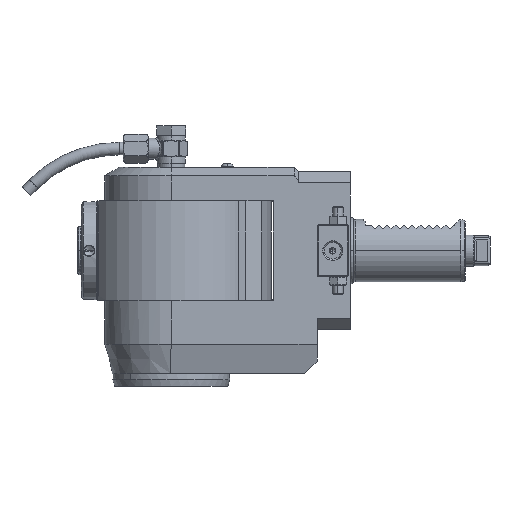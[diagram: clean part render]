
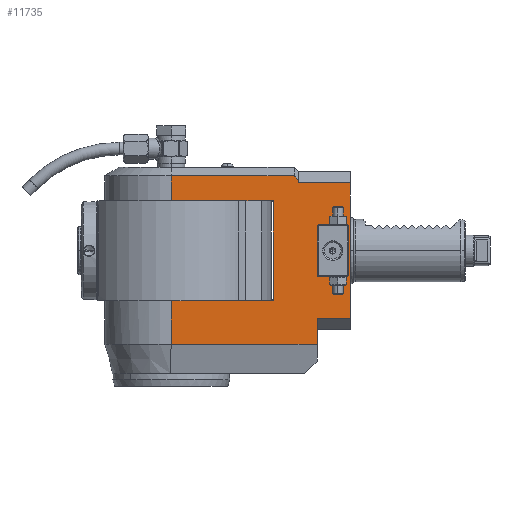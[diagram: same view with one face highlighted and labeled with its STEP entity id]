
A CAD part, left-side view. The second image highlights one B-rep face of the part: STEP entity #11735.
In plain terms, the highlighted planar face has unit normal (-1, 0, 0).
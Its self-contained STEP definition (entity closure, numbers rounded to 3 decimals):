
#27=DIRECTION('',(0.,1.,0.));
#28=VECTOR('',#27,0.433);
#29=CARTESIAN_POINT('',(-32.,-59.433,35.459));
#30=LINE('',#29,#28);
#31=DIRECTION('',(0.,0.655,0.756));
#32=VECTOR('',#31,2.394);
#33=CARTESIAN_POINT('',(-32.,-61.,33.649));
#34=LINE('',#33,#32);
#35=DIRECTION('',(0.,-1.,0.));
#36=VECTOR('',#35,25.);
#37=CARTESIAN_POINT('',(-32.,-61.,32.515));
#38=LINE('',#37,#36);
#39=DIRECTION('',(0.,-1.,0.));
#40=VECTOR('',#39,16.);
#41=CARTESIAN_POINT('',(-32.,-70.,-32.515));
#42=LINE('',#41,#40);
#43=DIRECTION('',(0.,1.,0.));
#44=VECTOR('',#43,23.368);
#45=CARTESIAN_POINT('',(-32.,-49.,24.));
#46=LINE('',#45,#44);
#47=DIRECTION('',(0.,0.,1.));
#48=VECTOR('',#47,24.);
#49=CARTESIAN_POINT('',(-32.,-85.,-12.));
#50=LINE('',#49,#48);
#51=DIRECTION('',(0.,-0.707,-0.707));
#52=VECTOR('',#51,0.707);
#53=CARTESIAN_POINT('',(-32.,-84.5,12.5));
#54=LINE('',#53,#52);
#55=DIRECTION('',(0.,1.,0.));
#56=VECTOR('',#55,14.);
#57=CARTESIAN_POINT('',(-32.,-84.5,12.5));
#58=LINE('',#57,#56);
#59=DIRECTION('',(0.,-0.707,0.707));
#60=VECTOR('',#59,0.707);
#61=CARTESIAN_POINT('',(-32.,-70.,12.));
#62=LINE('',#61,#60);
#63=DIRECTION('',(0.,0.,-1.));
#64=VECTOR('',#63,24.);
#65=CARTESIAN_POINT('',(-32.,-70.,12.));
#66=LINE('',#65,#64);
#67=DIRECTION('',(0.,0.707,0.707));
#68=VECTOR('',#67,0.707);
#69=CARTESIAN_POINT('',(-32.,-70.5,-12.5));
#70=LINE('',#69,#68);
#71=DIRECTION('',(0.,-1.,0.));
#72=VECTOR('',#71,14.);
#73=CARTESIAN_POINT('',(-32.,-70.5,-12.5));
#74=LINE('',#73,#72);
#75=DIRECTION('',(0.,0.707,-0.707));
#76=VECTOR('',#75,0.707);
#77=CARTESIAN_POINT('',(-32.,-85.,-12.));
#78=LINE('',#77,#76);
#83=DIRECTION('',(0.,0.,-1.));
#84=VECTOR('',#83,11.959);
#85=CARTESIAN_POINT('',(-32.,0.,35.959));
#86=LINE('',#85,#84);
#152=DIRECTION('',(0.,1.,0.));
#153=VECTOR('',#152,59.);
#154=CARTESIAN_POINT('',(-32.,-59.,35.959));
#155=LINE('',#154,#153);
#176=DIRECTION('',(0.,0.,1.));
#177=VECTOR('',#176,0.5);
#178=CARTESIAN_POINT('',(-32.,-59.,35.459));
#179=LINE('',#178,#177);
#216=DIRECTION('',(0.,0.,-1.));
#217=VECTOR('',#216,65.03);
#218=CARTESIAN_POINT('',(-32.,-86.,32.515));
#219=LINE('',#218,#217);
#398=DIRECTION('',(0.,0.,1.));
#399=VECTOR('',#398,1.134);
#400=CARTESIAN_POINT('',(-32.,-61.,32.515));
#401=LINE('',#400,#399);
#434=DIRECTION('',(0.,0.,1.));
#435=VECTOR('',#434,12.485);
#436=CARTESIAN_POINT('',(-32.,-70.,-45.));
#437=LINE('',#436,#435);
#454=DIRECTION('',(0.,-1.,0.));
#455=VECTOR('',#454,70.);
#456=CARTESIAN_POINT('',(-32.,0.,
-45.));
#457=LINE('',#456,#455);
#511=DIRECTION('',(0.,0.,-1.));
#512=VECTOR('',#511,21.);
#513=CARTESIAN_POINT('',(-32.,0.,-24.));
#514=LINE('',#513,#512);
#519=CARTESIAN_POINT('',(-32.,0.,
-45.));
#646=DIRECTION('',(0.,1.,0.));
#647=VECTOR('',#646,25.632);
#648=CARTESIAN_POINT('',(-32.,-25.632,-24.));
#649=LINE('',#648,#647);
#685=DIRECTION('',(0.,0.,-1.));
#686=VECTOR('',#685,48.);
#687=CARTESIAN_POINT('',(-32.,-49.,24.));
#688=LINE('',#687,#686);
#753=DIRECTION('',(0.,1.,0.));
#754=VECTOR('',#753,23.368);
#755=CARTESIAN_POINT('',(-32.,-49.,-24.));
#756=LINE('',#755,#754);
#1174=DIRECTION('',(0.,-1.,0.));
#1175=VECTOR('',#1174,25.632);
#1176=CARTESIAN_POINT('',(-32.,0.,24.));
#1177=LINE('',#1176,#1175);
#10391=CARTESIAN_POINT('',(-32.,-61.,33.649));
#10392=CARTESIAN_POINT('',(-32.,-59.433,35.459));
#10393=VERTEX_POINT('',#10391);
#10394=VERTEX_POINT('',#10392);
#10876=CARTESIAN_POINT('',(-32.,-85.,-12.));
#10877=CARTESIAN_POINT('',(-32.,-85.,12.));
#10878=VERTEX_POINT('',#10876);
#10879=VERTEX_POINT('',#10877);
#10880=CARTESIAN_POINT('',(-32.,-84.5,12.5));
#10881=CARTESIAN_POINT('',(-32.,-70.5,12.5));
#10882=VERTEX_POINT('',#10880);
#10883=VERTEX_POINT('',#10881);
#10884=CARTESIAN_POINT('',(-32.,-70.,12.));
#10885=CARTESIAN_POINT('',(-32.,-70.,-12.));
#10886=VERTEX_POINT('',#10884);
#10887=VERTEX_POINT('',#10885);
#10888=CARTESIAN_POINT('',(-32.,-70.5,-12.5));
#10889=CARTESIAN_POINT('',(-32.,-84.5,-12.5));
#10890=VERTEX_POINT('',#10888);
#10891=VERTEX_POINT('',#10889);
#11428=CARTESIAN_POINT('',(-32.,-86.,32.515));
#11430=VERTEX_POINT('',#11428);
#11435=CARTESIAN_POINT('',(-32.,-49.,24.));
#11436=CARTESIAN_POINT('',(-32.,-49.,-24.));
#11437=VERTEX_POINT('',#11435);
#11438=VERTEX_POINT('',#11436);
#11451=CARTESIAN_POINT('',(-32.,-25.632,-24.));
#11452=VERTEX_POINT('',#11451);
#11455=CARTESIAN_POINT('',(-32.,-25.632,24.));
#11456=VERTEX_POINT('',#11455);
#11467=CARTESIAN_POINT('',(-32.,-70.,-45.));
#11469=VERTEX_POINT('',#11467);
#11475=CARTESIAN_POINT('',(-32.,-86.,-32.515));
#11476=VERTEX_POINT('',#11475);
#11481=CARTESIAN_POINT('',(-32.,-70.,-32.515));
#11482=VERTEX_POINT('',#11481);
#11487=CARTESIAN_POINT('',(-32.,-59.,35.959));
#11488=CARTESIAN_POINT('',(-32.,0.,
35.959));
#11489=VERTEX_POINT('',#11487);
#11490=VERTEX_POINT('',#11488);
#11537=VERTEX_POINT('',#519);
#11542=CARTESIAN_POINT('',(-32.,-59.,35.459));
#11544=VERTEX_POINT('',#11542);
#11608=CARTESIAN_POINT('',(-32.,-61.,32.515));
#11609=VERTEX_POINT('',#11608);
#11614=CARTESIAN_POINT('',(-32.,0.,-24.));
#11615=VERTEX_POINT('',#11614);
#11617=CARTESIAN_POINT('',(-32.,0.,24.));
#11619=VERTEX_POINT('',#11617);
#11678=CARTESIAN_POINT('',(-32.,0.,-59.));
#11679=DIRECTION('',(-1.,0.,0.));
#11680=DIRECTION('',(0.,-1.,0.));
#11681=AXIS2_PLACEMENT_3D('',#11678,#11679,#11680);
#11682=PLANE('',#11681);
#11684=ORIENTED_EDGE('',*,*,#11683,.F.);
#11686=ORIENTED_EDGE('',*,*,#11685,.F.);
#11688=ORIENTED_EDGE('',*,*,#11687,.F.);
#11690=ORIENTED_EDGE('',*,*,#11689,.F.);
#11692=ORIENTED_EDGE('',*,*,#11691,.F.);
#11694=ORIENTED_EDGE('',*,*,#11693,.F.);
#11696=ORIENTED_EDGE('',*,*,#11695,.T.);
#11698=ORIENTED_EDGE('',*,*,#11697,.T.);
#11700=ORIENTED_EDGE('',*,*,#11699,.F.);
#11702=ORIENTED_EDGE('',*,*,#11701,.F.);
#11704=ORIENTED_EDGE('',*,*,#11703,.F.);
#11706=ORIENTED_EDGE('',*,*,#11705,.F.);
#11708=ORIENTED_EDGE('',*,*,#11707,.F.);
#11710=ORIENTED_EDGE('',*,*,#11709,.F.);
#11712=ORIENTED_EDGE('',*,*,#11711,.F.);
#11714=ORIENTED_EDGE('',*,*,#11713,.T.);
#11716=ORIENTED_EDGE('',*,*,#11715,.F.);
#11717=EDGE_LOOP('',(#11684,#11686,#11688,#11690,#11692,#11694,#11696,#11698,
#11700,#11702,#11704,#11706,#11708,#11710,#11712,#11714,#11716));
#11718=FACE_OUTER_BOUND('',#11717,.F.);
#11720=ORIENTED_EDGE('',*,*,#11719,.T.);
#11722=ORIENTED_EDGE('',*,*,#11721,.F.);
#11724=ORIENTED_EDGE('',*,*,#11723,.T.);
#11726=ORIENTED_EDGE('',*,*,#11725,.F.);
#11728=ORIENTED_EDGE('',*,*,#11727,.T.);
#11729=ORIENTED_EDGE('',*,*,#11666,.F.);
#11730=ORIENTED_EDGE('',*,*,#11651,.T.);
#11732=ORIENTED_EDGE('',*,*,#11731,.F.);
#11733=EDGE_LOOP('',(#11720,#11722,#11724,#11726,#11728,#11729,#11730,#11732));
#11734=FACE_BOUND('',#11733,.F.);
#11651=EDGE_CURVE('',#10890,#10891,#74,.T.);
#11666=EDGE_CURVE('',#10890,#10887,#70,.T.);
#11683=EDGE_CURVE('',#11490,#11619,#86,.T.);
#11685=EDGE_CURVE('',#11489,#11490,#155,.T.);
#11687=EDGE_CURVE('',#11544,#11489,#179,.T.);
#11689=EDGE_CURVE('',#10394,#11544,#30,.T.);
#11691=EDGE_CURVE('',#10393,#10394,#34,.T.);
#11693=EDGE_CURVE('',#11609,#10393,#401,.T.);
#11695=EDGE_CURVE('',#11609,#11430,#38,.T.);
#11697=EDGE_CURVE('',#11430,#11476,#219,.T.);
#11699=EDGE_CURVE('',#11482,#11476,#42,.T.);
#11701=EDGE_CURVE('',#11469,#11482,#437,.T.);
#11703=EDGE_CURVE('',#11537,#11469,#457,.T.);
#11705=EDGE_CURVE('',#11615,#11537,#514,.T.);
#11707=EDGE_CURVE('',#11452,#11615,#649,.T.);
#11709=EDGE_CURVE('',#11438,#11452,#756,.T.);
#11711=EDGE_CURVE('',#11437,#11438,#688,.T.);
#11713=EDGE_CURVE('',#11437,#11456,#46,.T.);
#11715=EDGE_CURVE('',#11619,#11456,#1177,.T.);
#11719=EDGE_CURVE('',#10878,#10879,#50,.T.);
#11721=EDGE_CURVE('',#10882,#10879,#54,.T.);
#11723=EDGE_CURVE('',#10882,#10883,#58,.T.);
#11725=EDGE_CURVE('',#10886,#10883,#62,.T.);
#11727=EDGE_CURVE('',#10886,#10887,#66,.T.);
#11731=EDGE_CURVE('',#10878,#10891,#78,.T.);
#11735=ADVANCED_FACE('',(#11718,#11734),#11682,.T.);
